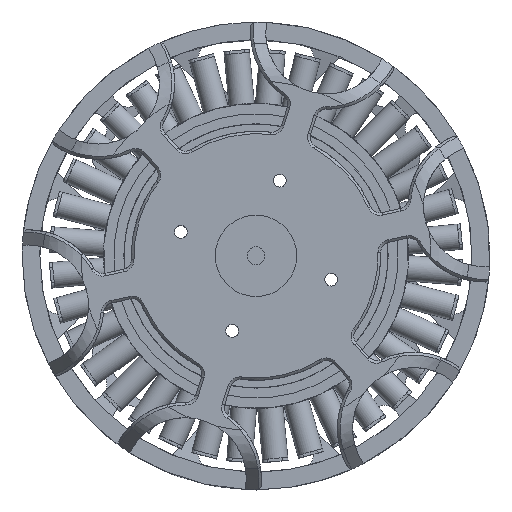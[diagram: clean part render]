
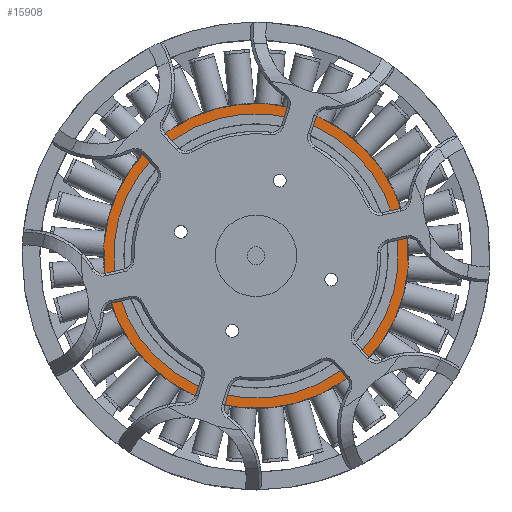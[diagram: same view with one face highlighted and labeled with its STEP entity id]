
A CAD part, top view. The second image highlights one B-rep face of the part: STEP entity #15908.
In plain terms, the highlighted face is planar.
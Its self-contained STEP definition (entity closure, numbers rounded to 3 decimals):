
#895=FACE_BOUND('',#2393,.T.);
#964=PLANE('',#17025);
#1393=FACE_OUTER_BOUND('',#2392,.T.);
#2392=EDGE_LOOP('',(#10565));
#2393=EDGE_LOOP('',(#10566));
#5769=CIRCLE('',#17019,28.);
#5772=CIRCLE('',#17023,30.);
#6492=VERTEX_POINT('',#23131);
#6495=VERTEX_POINT('',#23139);
#8091=EDGE_CURVE('',#6492,#6492,#5769,.T.);
#8096=EDGE_CURVE('',#6495,#6495,#5772,.T.);
#10565=ORIENTED_EDGE('',*,*,#8096,.T.);
#10566=ORIENTED_EDGE('',*,*,#8091,.F.);
#15908=ADVANCED_FACE('',(#1393,#895),#964,.T.);
#17019=AXIS2_PLACEMENT_3D('',#23132,#18681,#18682);
#17023=AXIS2_PLACEMENT_3D('',#23141,#18691,#18692);
#17025=AXIS2_PLACEMENT_3D('',#23143,#18695,#18696);
#18681=DIRECTION('center_axis',(0.,1.,0.));
#18682=DIRECTION('ref_axis',(0.,0.,1.));
#18691=DIRECTION('center_axis',(0.,1.,0.));
#18692=DIRECTION('ref_axis',(0.,0.,1.));
#18695=DIRECTION('center_axis',(0.,1.,0.));
#18696=DIRECTION('ref_axis',(0.,0.,1.));
#23131=CARTESIAN_POINT('',(0.,18.,28.));
#23132=CARTESIAN_POINT('Origin',(0.,18.,0.));
#23139=CARTESIAN_POINT('',(0.,18.,30.));
#23141=CARTESIAN_POINT('Origin',(0.,18.,0.));
#23143=CARTESIAN_POINT('Origin',(0.,18.,0.));
